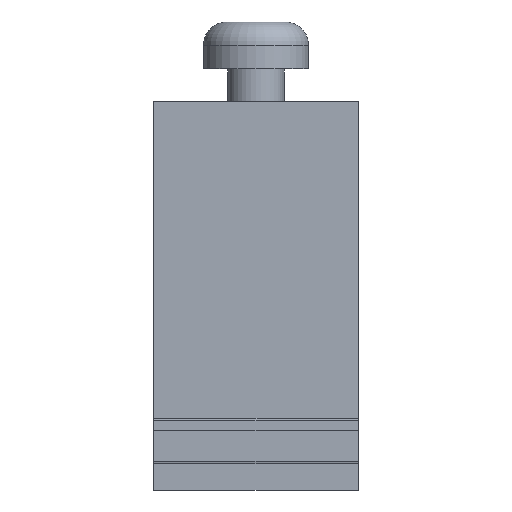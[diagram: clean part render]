
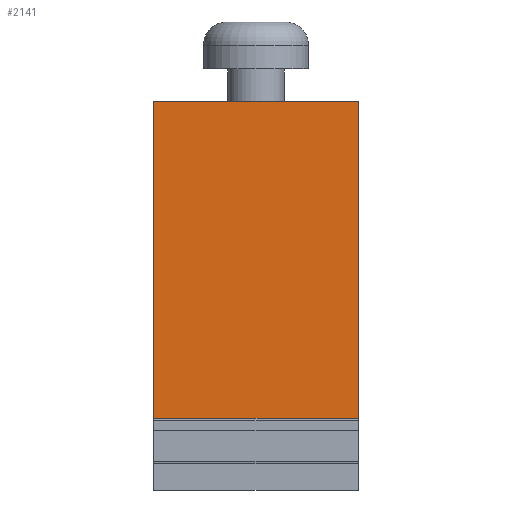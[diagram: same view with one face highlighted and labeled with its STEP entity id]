
A CAD part, left-side view. The second image highlights one B-rep face of the part: STEP entity #2141.
In plain terms, the highlighted planar face has unit normal (-1, 0, 0).
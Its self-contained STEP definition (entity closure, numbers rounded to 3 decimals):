
#37=PLANE('',#2310);
#104=FACE_OUTER_BOUND('',#227,.T.);
#227=EDGE_LOOP('',(#1503,#1504,#1505,#1506));
#356=LINE('',#3277,#553);
#399=LINE('',#3385,#596);
#400=LINE('',#3387,#597);
#401=LINE('',#3388,#598);
#553=VECTOR('',#2577,10.);
#596=VECTOR('',#2644,10.);
#597=VECTOR('',#2645,10.);
#598=VECTOR('',#2646,10.);
#889=VERTEX_POINT('',#3274);
#890=VERTEX_POINT('',#3276);
#943=VERTEX_POINT('',#3384);
#944=VERTEX_POINT('',#3386);
#1113=EDGE_CURVE('',#889,#890,#356,.T.);
#1167=EDGE_CURVE('',#943,#889,#399,.T.);
#1168=EDGE_CURVE('',#944,#943,#400,.T.);
#1169=EDGE_CURVE('',#944,#890,#401,.T.);
#1503=ORIENTED_EDGE('',*,*,#1167,.F.);
#1504=ORIENTED_EDGE('',*,*,#1168,.F.);
#1505=ORIENTED_EDGE('',*,*,#1169,.T.);
#1506=ORIENTED_EDGE('',*,*,#1113,.F.);
#2141=ADVANCED_FACE('',(#104),#37,.T.);
#2310=AXIS2_PLACEMENT_3D('',#3383,#2642,#2643);
#2577=DIRECTION('',(0.,0.,-1.));
#2642=DIRECTION('center_axis',(-1.,0.,0.));
#2643=DIRECTION('ref_axis',(0.,0.,1.));
#2644=DIRECTION('',(0.,-1.,0.));
#2645=DIRECTION('',(0.,0.,1.));
#2646=DIRECTION('',(0.,-1.,0.));
#3274=CARTESIAN_POINT('',(-21.245,-5.,-1.6));
#3276=CARTESIAN_POINT('',(-21.245,-5.,-17.101));
#3277=CARTESIAN_POINT('',(-21.245,-5.,-1.6));
#3383=CARTESIAN_POINT('Origin',(-21.245,0.,-17.101));
#3384=CARTESIAN_POINT('',(-21.245,5.,-1.6));
#3385=CARTESIAN_POINT('',(-21.245,0.,-1.6));
#3386=CARTESIAN_POINT('',(-21.245,5.,-17.101));
#3387=CARTESIAN_POINT('',(-21.245,5.,-1.6));
#3388=CARTESIAN_POINT('',(-21.245,0.,-17.101));
